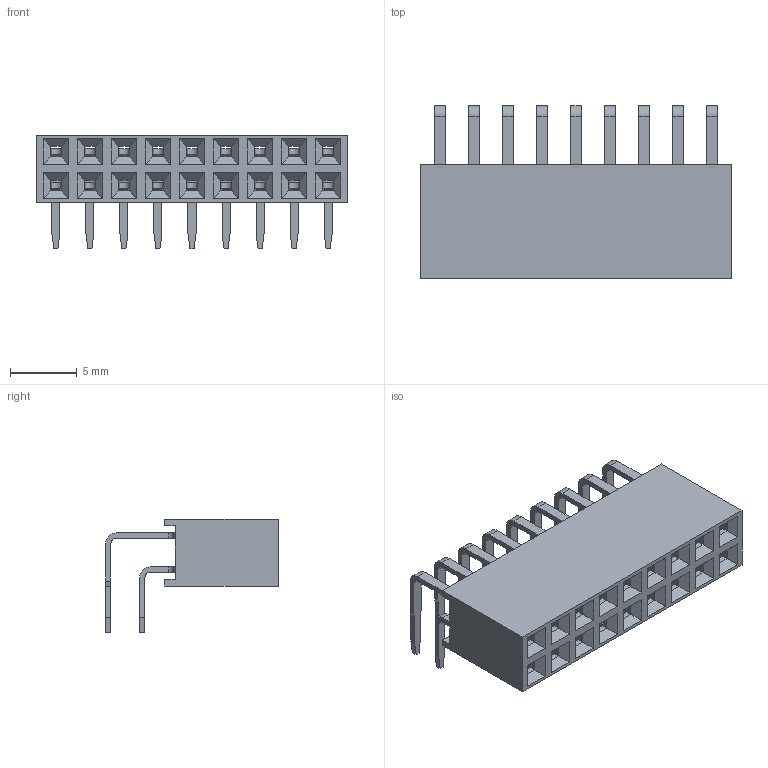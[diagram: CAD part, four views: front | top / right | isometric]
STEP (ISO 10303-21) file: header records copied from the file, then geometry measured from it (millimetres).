
FILE_DESCRIPTION(('STEP AP214'), '1');
FILE_NAME('DS1024-2x5RF1', '2017-07-15T12:21:38', ('Nobody'), (''), 'ASCON STEP Converter 1.3', 'ASCON Math Kernel', '');
FILE_SCHEMA(('AUTOMOTIVE_DESIGN { 1 0 10303 214 3 1 1}'));
Length unit declared in the file: millimetre
Assembly tree (10 placements, depth 2):
  (unnamed)
    (unnamed)
    (unnamed)  x9
Bounding box: 23.16 x 12.9 x 8.5 mm (x, y, z)
Volume: 754.5 mm3; surface area: 2410.7 mm2
Topology: 19 solids, 19 shells, 964 faces, 2760 edges, 1816 vertices
Faces by surface type: plane 730, cylinder 234
Entity records: 17334 total; most frequent: ORIENTED_EDGE 2448, CARTESIAN_POINT 2447, DIRECTION 2138, EDGE_CURVE 1224, LINE 1172, VECTOR 1172, VERTEX_POINT 792, AXIS2_PLACEMENT_3D 483
